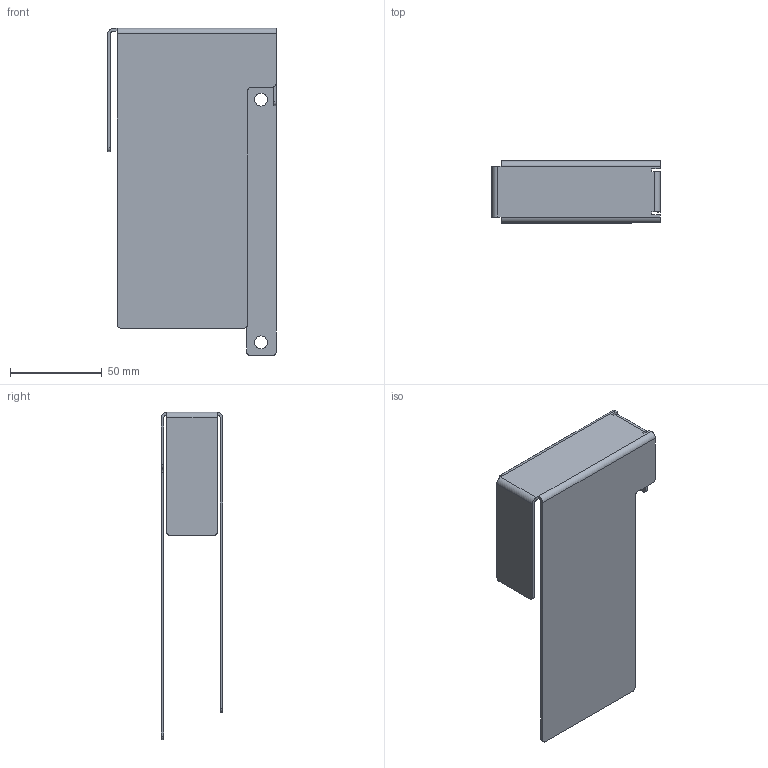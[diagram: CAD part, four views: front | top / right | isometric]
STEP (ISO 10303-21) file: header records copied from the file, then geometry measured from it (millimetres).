
FILE_DESCRIPTION(/* description */ (''),/* implementation_level */ '2;1');
FILE_NAME(/* name */ '03341701-01_01.stp',/* time_stamp */ '2025-12-17T20:47:42+04:00',/* author */ (''),/* organization */ (''),/* preprocessor_version */ 'ST-DEVELOPER v20',/* originating_system */ 'SIEMENS PLM Software NX2312.8103',/* authorisation */ '');
FILE_SCHEMA (('AUTOMOTIVE_DESIGN { 1 0 10303 214 3 1 1 1 }'));
Length unit declared in the file: millimetre
Products named in the file (1): 03341701-01_01
Bounding box: 91.5 x 33.5 x 178 mm (x, y, z)
Volume: 33334.6 mm3; surface area: 46219 mm2
Topology: 1 solids, 1 shells, 52 faces, 146 edges, 96 vertices
Faces by surface type: plane 30, cylinder 22
Full cylindrical faces by diameter (mm): 7 x2
Entity records: 1704 total; most frequent: DIRECTION 294, CARTESIAN_POINT 293, ORIENTED_EDGE 288, EDGE_CURVE 144, LINE 100, VECTOR 100, AXIS2_PLACEMENT_3D 97, VERTEX_POINT 96
